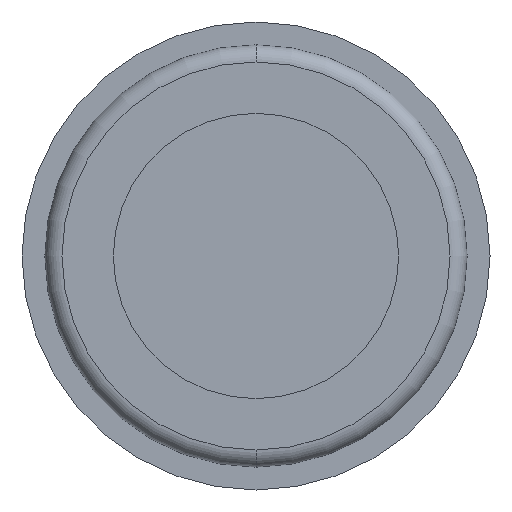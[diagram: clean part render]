
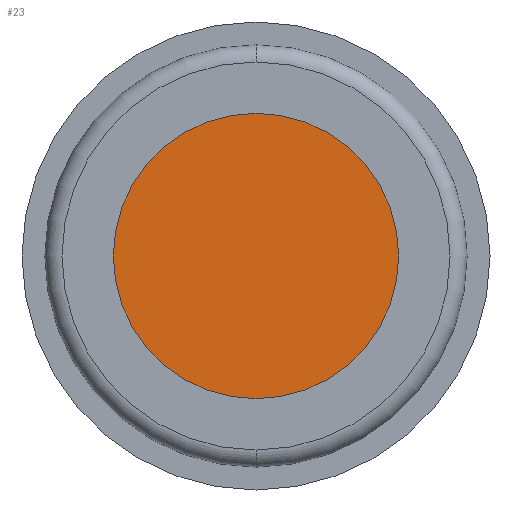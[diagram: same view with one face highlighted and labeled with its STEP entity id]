
A CAD part, front view. The second image highlights one B-rep face of the part: STEP entity #23.
In plain terms, the highlighted planar face has unit normal (0, -1, 0).
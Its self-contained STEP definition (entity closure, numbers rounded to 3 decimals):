
#14 = EDGE_CURVE ( 'NONE', #280, #281, #175, .T. ) ;
#23 = ADVANCED_FACE ( 'NONE', ( #672 ), #438, .F. ) ;
#67 = CARTESIAN_POINT ( 'NONE',  ( 0., 9.8, 0. ) ) ;
#68 = DIRECTION ( 'NONE',  ( 0., 1., 0. ) ) ;
#69 = DIRECTION ( 'NONE',  ( 0., 0., 1. ) ) ;
#175 = CIRCLE ( 'NONE', #650, 12.5 ) ;
#198 = CIRCLE ( 'NONE', #750, 12.5 ) ;
#248 = EDGE_LOOP ( 'NONE', ( #625, #624 ) ) ;
#280 = VERTEX_POINT ( 'NONE', #554 ) ;
#281 = VERTEX_POINT ( 'NONE', #555 ) ;
#408 = CARTESIAN_POINT ( 'NONE',  ( 0., 9.8, 0. ) ) ;
#409 = DIRECTION ( 'NONE',  ( 0., 1., 0. ) ) ;
#410 = DIRECTION ( 'NONE',  ( 0., 0., 1. ) ) ;
#438 = PLANE ( 'NONE',  #671 ) ;
#439 = CARTESIAN_POINT ( 'NONE',  ( 12.5, 9.8, 0. ) ) ;
#440 = DIRECTION ( 'NONE',  ( 0., 1., 0. ) ) ;
#441 = DIRECTION ( 'NONE',  ( 0., 0., 1. ) ) ;
#554 = CARTESIAN_POINT ( 'NONE',  ( 0., 9.8, -12.5 ) ) ;
#555 = CARTESIAN_POINT ( 'NONE',  ( 0., 9.8, 12.5 ) ) ;
#575 = EDGE_CURVE ( 'NONE', #281, #280, #198, .T. ) ;
#624 = ORIENTED_EDGE ( 'NONE', *, *, #14, .F. ) ;
#625 = ORIENTED_EDGE ( 'NONE', *, *, #575, .F. ) ;
#650 = AXIS2_PLACEMENT_3D ( 'NONE', #408, #409, #410 ) ;
#671 = AXIS2_PLACEMENT_3D ( 'NONE', #439, #440, #441 ) ;
#672 = FACE_OUTER_BOUND ( 'NONE', #248, .T. ) ;
#750 = AXIS2_PLACEMENT_3D ( 'NONE', #67, #68, #69 ) ;
